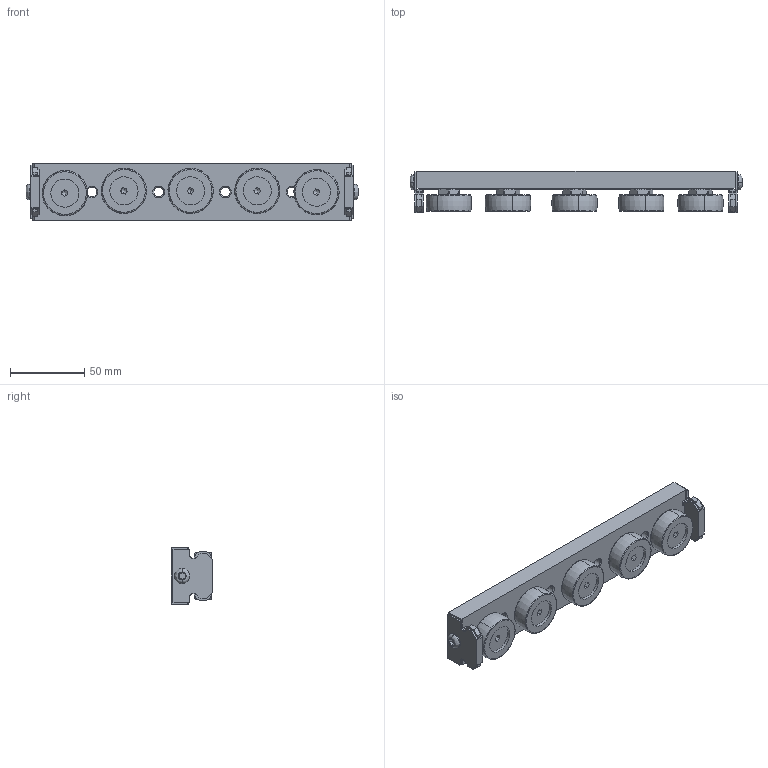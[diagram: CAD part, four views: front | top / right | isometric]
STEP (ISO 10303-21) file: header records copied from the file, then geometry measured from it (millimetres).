
FILE_DESCRIPTION (( 'STEP AP203' ), '1' );
FILE_NAME ('LUC-2-5W.step', '2024-05-13T17:23:49', ( '' ), ( '' ), 'SwSTEP 2.0', 'SolidWorks 2023', '' );
FILE_SCHEMA (( 'CONFIG_CONTROL_DESIGN' ));
Length unit declared in the file: inch
Products named in the file (1): LUC-2-5W
Bounding box: 224.15 x 27.69 x 38 mm (x, y, z)
Volume: 136844.3 mm3; surface area: 48848.1 mm2
Topology: 10 solids, 10 shells, 736 faces, 1805 edges, 1121 vertices
Faces by surface type: plane 290, cylinder 200, cone 178, bspline 58, torus 10
Entity records: 22870 total; most frequent: CARTESIAN_POINT 5583, DIRECTION 3669, ORIENTED_EDGE 3582, EDGE_CURVE 1791, AXIS2_PLACEMENT_3D 1415, VERTEX_POINT 1121, LINE 839, VECTOR 839
